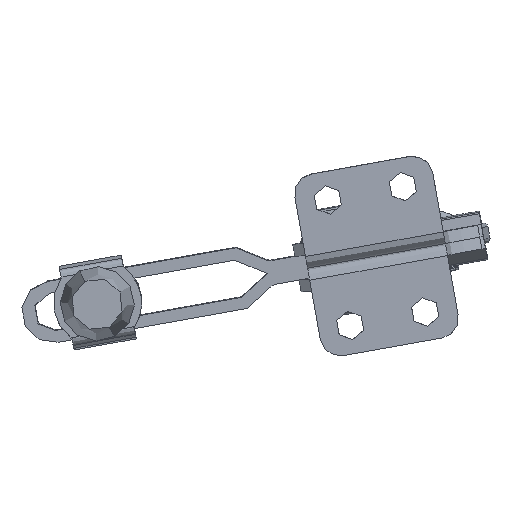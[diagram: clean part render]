
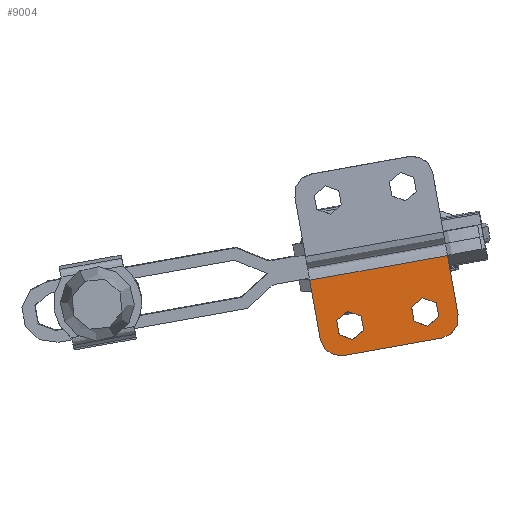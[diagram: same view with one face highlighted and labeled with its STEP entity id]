
A CAD part, front view. The second image highlights one B-rep face of the part: STEP entity #9004.
In plain terms, the highlighted face is planar.
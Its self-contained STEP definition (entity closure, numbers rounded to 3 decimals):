
#101 = VERTEX_POINT ( 'NONE', #4948 ) ;
#704 = CARTESIAN_POINT ( 'NONE',  ( 36.55, 0., 38.897 ) ) ;
#2153 = EDGE_CURVE ( 'NONE', #6366, #14971, #35043, .T. ) ;
#2831 = CARTESIAN_POINT ( 'NONE',  ( 36.55, 0., 42.497 ) ) ;
#3275 = LINE ( 'NONE', #9853, #25634 ) ;
#3527 = LINE ( 'NONE', #25711, #11625 ) ;
#3640 = LINE ( 'NONE', #10538, #25998 ) ;
#3776 = DIRECTION ( 'NONE',  ( 0., 0., -1. ) ) ;
#4094 = CARTESIAN_POINT ( 'NONE',  ( 39.5, 0., 46. ) ) ;
#4327 = FACE_BOUND ( 'NONE', #17270, .T. ) ;
#4846 = EDGE_LOOP ( 'NONE', ( #15464, #38505 ) ) ;
#4948 = CARTESIAN_POINT ( 'NONE',  ( 17.55, 0., 35.297 ) ) ;
#5537 = EDGE_CURVE ( 'NONE', #14971, #6366, #12047, .T. ) ;
#5661 = EDGE_CURVE ( 'NONE', #38943, #101, #16324, .T. ) ;
#6266 = AXIS2_PLACEMENT_3D ( 'NONE', #704, #21983, #3776 ) ;
#6366 = VERTEX_POINT ( 'NONE', #25490 ) ;
#6411 = ORIENTED_EDGE ( 'NONE', *, *, #30590, .T. ) ;
#6731 = CIRCLE ( 'NONE', #15488, 3.6 ) ;
#7050 = AXIS2_PLACEMENT_3D ( 'NONE', #36462, #18904, #15563 ) ;
#7143 = EDGE_CURVE ( 'NONE', #101, #38943, #6731, .T. ) ;
#7577 = CARTESIAN_POINT ( 'NONE',  ( 17.55, 0., 42.497 ) ) ;
#7726 = DIRECTION ( 'NONE',  ( 0., -1., 0. ) ) ;
#8109 = CARTESIAN_POINT ( 'NONE',  ( 9.6, 0., 41. ) ) ;
#8146 = EDGE_LOOP ( 'NONE', ( #12555, #27543, #34974, #33645, #6411, #12476 ) ) ;
#8656 = VERTEX_POINT ( 'NONE', #8109 ) ;
#8894 = CARTESIAN_POINT ( 'NONE',  ( 47.3, 0., 46. ) ) ;
#9004 = ADVANCED_FACE ( 'NONE', ( #35712, #4327, #20504 ), #15019, .F. ) ;
#9741 = EDGE_CURVE ( 'NONE', #25210, #24472, #16096, .T. ) ;
#9853 = CARTESIAN_POINT ( 'NONE',  ( 44.5, 0., 46. ) ) ;
#10538 = CARTESIAN_POINT ( 'NONE',  ( 47.3, 0., 26. ) ) ;
#11625 = VECTOR ( 'NONE', #28783, 1000. ) ;
#12047 = CIRCLE ( 'NONE', #6266, 3.6 ) ;
#12107 = ORIENTED_EDGE ( 'NONE', *, *, #7143, .F. ) ;
#12476 = ORIENTED_EDGE ( 'NONE', *, *, #9741, .T. ) ;
#12555 = ORIENTED_EDGE ( 'NONE', *, *, #29885, .T. ) ;
#13254 = CARTESIAN_POINT ( 'NONE',  ( 14.6, 0., 41. ) ) ;
#13272 = EDGE_CURVE ( 'NONE', #37154, #37782, #3640, .T. ) ;
#13500 = DIRECTION ( 'NONE',  ( 0., -1., 0. ) ) ;
#14310 = CARTESIAN_POINT ( 'NONE',  ( 17.55, 0., 38.897 ) ) ;
#14971 = VERTEX_POINT ( 'NONE', #2831 ) ;
#15019 = PLANE ( 'NONE',  #34125 ) ;
#15464 = ORIENTED_EDGE ( 'NONE', *, *, #2153, .F. ) ;
#15488 = AXIS2_PLACEMENT_3D ( 'NONE', #14310, #35552, #17346 ) ;
#15563 = DIRECTION ( 'NONE',  ( 0., 0., -1. ) ) ;
#16096 = CIRCLE ( 'NONE', #38710, 5. ) ;
#16311 = DIRECTION ( 'NONE',  ( 0., 0., 1. ) ) ;
#16324 = CIRCLE ( 'NONE', #26661, 3.6 ) ;
#17270 = EDGE_LOOP ( 'NONE', ( #12107, #18417 ) ) ;
#17346 = DIRECTION ( 'NONE',  ( 0., 0., -1. ) ) ;
#17582 = CARTESIAN_POINT ( 'NONE',  ( 9.6, 0., 26. ) ) ;
#18417 = ORIENTED_EDGE ( 'NONE', *, *, #5661, .F. ) ;
#18904 = DIRECTION ( 'NONE',  ( 0., -1., 0. ) ) ;
#20504 = FACE_OUTER_BOUND ( 'NONE', #8146, .T. ) ;
#20998 = VERTEX_POINT ( 'NONE', #22458 ) ;
#21133 = DIRECTION ( 'NONE',  ( 0., 0., -1. ) ) ;
#21983 = DIRECTION ( 'NONE',  ( 0., -1., 0. ) ) ;
#22458 = CARTESIAN_POINT ( 'NONE',  ( 14.6, 0., 46. ) ) ;
#23486 = CARTESIAN_POINT ( 'NONE',  ( 44.5, 0., 26. ) ) ;
#24281 = CARTESIAN_POINT ( 'NONE',  ( 47.3, 0., 46. ) ) ;
#24472 = VERTEX_POINT ( 'NONE', #4094 ) ;
#24690 = VECTOR ( 'NONE', #33488, 1000. ) ;
#25210 = VERTEX_POINT ( 'NONE', #28649 ) ;
#25490 = CARTESIAN_POINT ( 'NONE',  ( 36.55, 0., 35.297 ) ) ;
#25634 = VECTOR ( 'NONE', #37602, 1000. ) ;
#25711 = CARTESIAN_POINT ( 'NONE',  ( 9.6, 0., 46. ) ) ;
#25961 = CARTESIAN_POINT ( 'NONE',  ( 17.55, 0., 38.897 ) ) ;
#25998 = VECTOR ( 'NONE', #28751, 1000. ) ;
#26661 = AXIS2_PLACEMENT_3D ( 'NONE', #25961, #7726, #29026 ) ;
#26988 = EDGE_CURVE ( 'NONE', #8656, #37154, #3527, .T. ) ;
#27310 = AXIS2_PLACEMENT_3D ( 'NONE', #13254, #34510, #16311 ) ;
#27543 = ORIENTED_EDGE ( 'NONE', *, *, #31249, .T. ) ;
#28649 = CARTESIAN_POINT ( 'NONE',  ( 44.5, 0., 41. ) ) ;
#28751 = DIRECTION ( 'NONE',  ( 1., 0., 0. ) ) ;
#28783 = DIRECTION ( 'NONE',  ( 0., 0., -1. ) ) ;
#29026 = DIRECTION ( 'NONE',  ( 0., 0., -1. ) ) ;
#29885 = EDGE_CURVE ( 'NONE', #24472, #20998, #34811, .T. ) ;
#30374 = CIRCLE ( 'NONE', #27310, 5. ) ;
#30590 = EDGE_CURVE ( 'NONE', #37782, #25210, #3275, .T. ) ;
#31249 = EDGE_CURVE ( 'NONE', #20998, #8656, #30374, .T. ) ;
#31723 = CARTESIAN_POINT ( 'NONE',  ( 39.5, 0., 41. ) ) ;
#33488 = DIRECTION ( 'NONE',  ( -1., 0., 0. ) ) ;
#33645 = ORIENTED_EDGE ( 'NONE', *, *, #13272, .T. ) ;
#34125 = AXIS2_PLACEMENT_3D ( 'NONE', #8894, #39330, #21133 ) ;
#34510 = DIRECTION ( 'NONE',  ( 0., -1., 0. ) ) ;
#34759 = DIRECTION ( 'NONE',  ( 0., 0., 1. ) ) ;
#34811 = LINE ( 'NONE', #24281, #24690 ) ;
#34974 = ORIENTED_EDGE ( 'NONE', *, *, #26988, .T. ) ;
#35043 = CIRCLE ( 'NONE', #7050, 3.6 ) ;
#35552 = DIRECTION ( 'NONE',  ( 0., -1., 0. ) ) ;
#35712 = FACE_BOUND ( 'NONE', #4846, .T. ) ;
#36462 = CARTESIAN_POINT ( 'NONE',  ( 36.55, 0., 38.897 ) ) ;
#37154 = VERTEX_POINT ( 'NONE', #17582 ) ;
#37602 = DIRECTION ( 'NONE',  ( 0., 0., 1. ) ) ;
#37782 = VERTEX_POINT ( 'NONE', #23486 ) ;
#38505 = ORIENTED_EDGE ( 'NONE', *, *, #5537, .F. ) ;
#38710 = AXIS2_PLACEMENT_3D ( 'NONE', #31723, #13500, #34759 ) ;
#38943 = VERTEX_POINT ( 'NONE', #7577 ) ;
#39330 = DIRECTION ( 'NONE',  ( 0., 1., 0. ) ) ;
